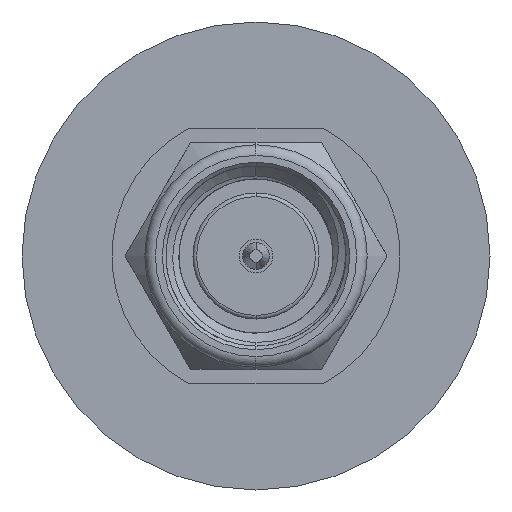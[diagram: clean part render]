
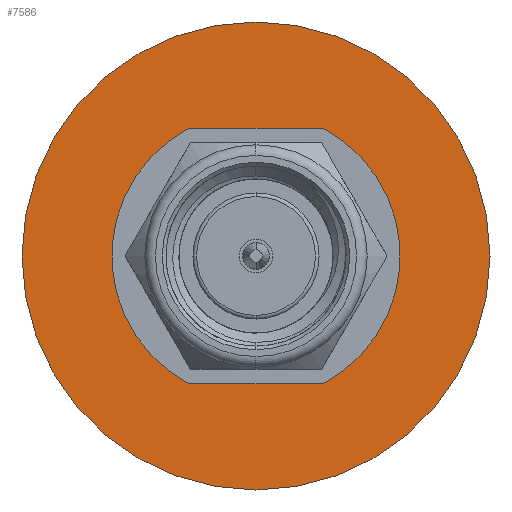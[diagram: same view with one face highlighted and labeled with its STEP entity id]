
A CAD part, left-side view. The second image highlights one B-rep face of the part: STEP entity #7586.
In plain terms, the highlighted planar face has unit normal (-1, 0, 0).
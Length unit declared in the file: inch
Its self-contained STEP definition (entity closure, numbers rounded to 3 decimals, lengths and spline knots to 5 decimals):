
#123 = EDGE_CURVE ( 'NONE', #5168, #1732, #4413, .T. ) ;
#607 = DIRECTION ( 'NONE',  ( 0., 1., 0. ) ) ;
#704 = AXIS2_PLACEMENT_3D ( 'NONE', #3640, #6725, #4878 ) ;
#737 = ORIENTED_EDGE ( 'NONE', *, *, #2130, .T. ) ;
#809 = AXIS2_PLACEMENT_3D ( 'NONE', #7598, #7083, #2983 ) ;
#959 = FACE_BOUND ( 'NONE', #3201, .T. ) ;
#1229 = LINE ( 'NONE', #3668, #3638 ) ;
#1418 = ORIENTED_EDGE ( 'NONE', *, *, #123, .F. ) ;
#1499 = ORIENTED_EDGE ( 'NONE', *, *, #6506, .F. ) ;
#1507 = DIRECTION ( 'NONE',  ( -1., 0., 0. ) ) ;
#1534 = FACE_OUTER_BOUND ( 'NONE', #6456, .T. ) ;
#1650 = CARTESIAN_POINT ( 'NONE',  ( -0.30881, -0.093, -0.17717 ) ) ;
#1663 = AXIS2_PLACEMENT_3D ( 'NONE', #6296, #6838, #4159 ) ;
#1732 = VERTEX_POINT ( 'NONE', #6621 ) ;
#1931 = EDGE_CURVE ( 'NONE', #5586, #6562, #6246, .T. ) ;
#2130 = EDGE_CURVE ( 'NONE', #5039, #6834, #2793, .T. ) ;
#2364 = DIRECTION ( 'NONE',  ( -1., 0., 0. ) ) ;
#2736 = CARTESIAN_POINT ( 'NONE',  ( -0.30881, -0.093, 0.17717 ) ) ;
#2780 = PLANE ( 'NONE',  #1663 ) ;
#2793 = CIRCLE ( 'NONE', #4287, 0.3248 ) ;
#2983 = DIRECTION ( 'NONE',  ( 0., 0., 1. ) ) ;
#3048 = ORIENTED_EDGE ( 'NONE', *, *, #1931, .F. ) ;
#3201 = EDGE_LOOP ( 'NONE', ( #5951, #1418, #1499, #3048 ) ) ;
#3296 = AXIS2_PLACEMENT_3D ( 'NONE', #6808, #1507, #3301 ) ;
#3301 = DIRECTION ( 'NONE',  ( 0., 0., 1. ) ) ;
#3524 = CIRCLE ( 'NONE', #809, 0.3248 ) ;
#3611 = EDGE_CURVE ( 'NONE', #5586, #1732, #4148, .T. ) ;
#3634 = EDGE_CURVE ( 'NONE', #6834, #5039, #3524, .T. ) ;
#3638 = VECTOR ( 'NONE', #607, 39.37008 ) ;
#3640 = CARTESIAN_POINT ( 'NONE',  ( -0.30881, 0., 0. ) ) ;
#3668 = CARTESIAN_POINT ( 'NONE',  ( -0.30881, -0.3248, 0.17717 ) ) ;
#4035 = CARTESIAN_POINT ( 'NONE',  ( -0.30881, -0.3248, -0.17717 ) ) ;
#4110 = DIRECTION ( 'NONE',  ( 0., 0., 1. ) ) ;
#4148 = LINE ( 'NONE', #4035, #6862 ) ;
#4159 = DIRECTION ( 'NONE',  ( 0., 0., -1. ) ) ;
#4287 = AXIS2_PLACEMENT_3D ( 'NONE', #5874, #2364, #4110 ) ;
#4413 = CIRCLE ( 'NONE', #704, 0.20009 ) ;
#4878 = DIRECTION ( 'NONE',  ( 0., 0., 1. ) ) ;
#5039 = VERTEX_POINT ( 'NONE', #5754 ) ;
#5168 = VERTEX_POINT ( 'NONE', #6529 ) ;
#5422 = CARTESIAN_POINT ( 'NONE',  ( -0.30881, 0., 0.3248 ) ) ;
#5586 = VERTEX_POINT ( 'NONE', #1650 ) ;
#5754 = CARTESIAN_POINT ( 'NONE',  ( -0.30881, 0., -0.3248 ) ) ;
#5874 = CARTESIAN_POINT ( 'NONE',  ( -0.30881, 0., 0. ) ) ;
#5951 = ORIENTED_EDGE ( 'NONE', *, *, #3611, .T. ) ;
#6246 = CIRCLE ( 'NONE', #3296, 0.20009 ) ;
#6296 = CARTESIAN_POINT ( 'NONE',  ( -0.30881, 0.20009, 0. ) ) ;
#6385 = DIRECTION ( 'NONE',  ( 0., 1., 0. ) ) ;
#6456 = EDGE_LOOP ( 'NONE', ( #7184, #737 ) ) ;
#6506 = EDGE_CURVE ( 'NONE', #6562, #5168, #1229, .T. ) ;
#6529 = CARTESIAN_POINT ( 'NONE',  ( -0.30881, 0.093, 0.17717 ) ) ;
#6562 = VERTEX_POINT ( 'NONE', #2736 ) ;
#6621 = CARTESIAN_POINT ( 'NONE',  ( -0.30881, 0.093, -0.17717 ) ) ;
#6725 = DIRECTION ( 'NONE',  ( -1., 0., 0. ) ) ;
#6808 = CARTESIAN_POINT ( 'NONE',  ( -0.30881, 0., 0. ) ) ;
#6834 = VERTEX_POINT ( 'NONE', #5422 ) ;
#6838 = DIRECTION ( 'NONE',  ( 1., 0., 0. ) ) ;
#6862 = VECTOR ( 'NONE', #6385, 39.37008 ) ;
#7083 = DIRECTION ( 'NONE',  ( -1., 0., 0. ) ) ;
#7184 = ORIENTED_EDGE ( 'NONE', *, *, #3634, .T. ) ;
#7586 = ADVANCED_FACE ( 'NONE', ( #959, #1534 ), #2780, .F. ) ;
#7598 = CARTESIAN_POINT ( 'NONE',  ( -0.30881, 0., 0. ) ) ;
